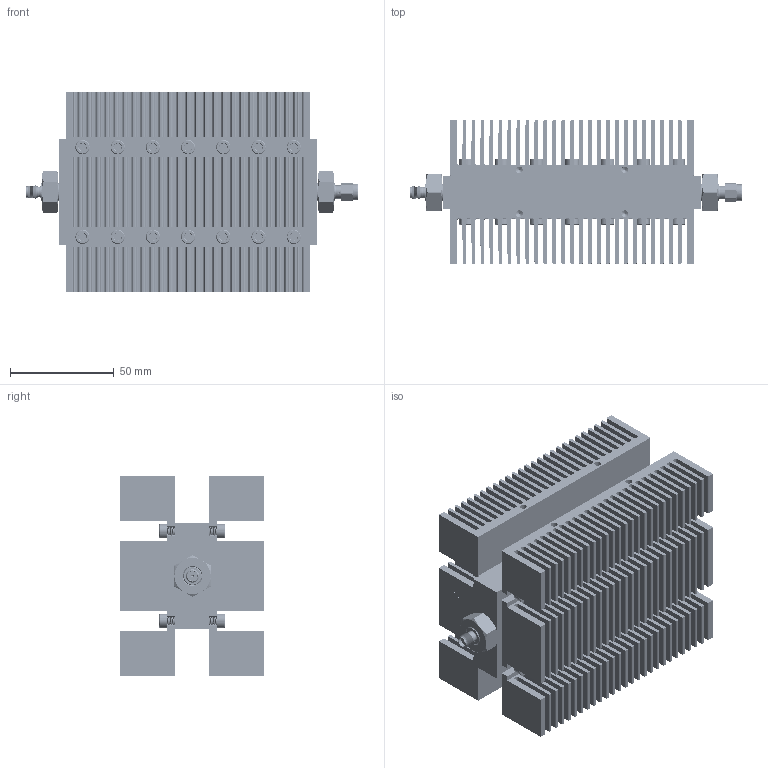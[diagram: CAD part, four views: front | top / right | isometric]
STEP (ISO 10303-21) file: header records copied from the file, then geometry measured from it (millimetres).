
FILE_DESCRIPTION (( 'STEP AP214' ), '1' );
FILE_NAME ('SA6SFSM100W-60_3D.step', '2025-04-28T12:36:50', ( '' ), ( '' ), 'SwSTEP 2.0', 'SolidWorks 2022', '' );
FILE_SCHEMA (( 'AUTOMOTIVE_DESIGN' ));
Length unit declared in the file: inch
Products named in the file (20): 5041-06-0154^5022-96-0102_SA6SFSM100W-60; 5024-18-0180^SA6SFSM100W-60; 5067-96-0153^SA6SFSM100W-60; 5064-04-01XX_5064-04-0102^5067-96-0153_SA6SFSM100W-60; 5021-65-01XX^SA6SFSM100W-60; Copy of 5018-27-01XX_5018-27-0102.STEP^SA6SFSM100W-60; 8082-05-01XX^TA-AD20-9901-02U_Outline_SA6SFSM100W-60; SA6SFSM100W-60_3D; 5028-09-0101^5023-96-0102_TA-AD20-9901-02U_Outline_SA6SFSM100W-60; 5023-11-0101^5022-96-0102_SA6SFSM100W-60; 5023-96-0102^TA-AD20-9901-02U_Outline_SA6SFSM100W-60; 5044-06-0154^5023-96-0102_TA-AD20-9901-02U_Outline_SA6SFSM100W-60; Small Heat Symbol^SA6SFSM100W-60; 5022-96-0102^SA6SFSM100W-60; 5078-04-01XX_5078-04-0129^SA6SFSM100W-60; 5025-02-0102^5023-96-0102_TA-AD20-9901-02U_Outline_SA6SFSM100W-60; TA-AD20-9901-02U_Outline^SA6SFSM100W-60; 8048-26-0154^TA-AD20-9901-02U_Outline_SA6SFSM100W-60; 5020-03-0102_WITHOUT HOLE^5022-96-0102_SA6SFSM100W-60; 8031-28-0187^TA-AD20-9901-02U_Outline_SA6SFSM100W-60
Assembly tree (49 placements, depth 4):
  SA6SFSM100W-60_3D
    5067-96-0153^SA6SFSM100W-60  x2
      5064-04-01XX_5064-04-0102^5067-96-0153_SA6SFSM100W-60
    TA-AD20-9901-02U_Outline^SA6SFSM100W-60
      5023-96-0102^TA-AD20-9901-02U_Outline_SA6SFSM100W-60
        5025-02-0102^5023-96-0102_TA-AD20-9901-02U_Outline_SA6SFSM100W-60
        5044-06-0154^5023-96-0102_TA-AD20-9901-02U_Outline_SA6SFSM100W-60
        5028-09-0101^5023-96-0102_TA-AD20-9901-02U_Outline_SA6SFSM100W-60
      8048-26-0154^TA-AD20-9901-02U_Outline_SA6SFSM100W-60
      8082-05-01XX^TA-AD20-9901-02U_Outline_SA6SFSM100W-60
      8031-28-0187^TA-AD20-9901-02U_Outline_SA6SFSM100W-60
    5022-96-0102^SA6SFSM100W-60
      5020-03-0102_WITHOUT HOLE^5022-96-0102_SA6SFSM100W-60
      5041-06-0154^5022-96-0102_SA6SFSM100W-60
      5023-11-0101^5022-96-0102_SA6SFSM100W-60
    5078-04-01XX_5078-04-0129^SA6SFSM100W-60
    5024-18-0180^SA6SFSM100W-60  x2
    Copy of 5018-27-01XX_5018-27-0102.STEP^SA6SFSM100W-60  x28
    Small Heat Symbol^SA6SFSM100W-60  x2
    5021-65-01XX^SA6SFSM100W-60
Bounding box: 159.94 x 69.34 x 96.52 mm (x, y, z)
Volume: 368478.6 mm3; surface area: 294001.2 mm2
Topology: 51 solids, 51 shells, 5192 faces, 14164 edges, 9134 vertices
Faces by surface type: cylinder 2685, plane 1109, cone 689, bspline 662, torus 47
Entity records: 53203 total; most frequent: CARTESIAN_POINT 15946, DIRECTION 7768, ORIENTED_EDGE 7560, EDGE_CURVE 3780, AXIS2_PLACEMENT_3D 2869, VERTEX_POINT 2410, LINE 2030, VECTOR 2030
